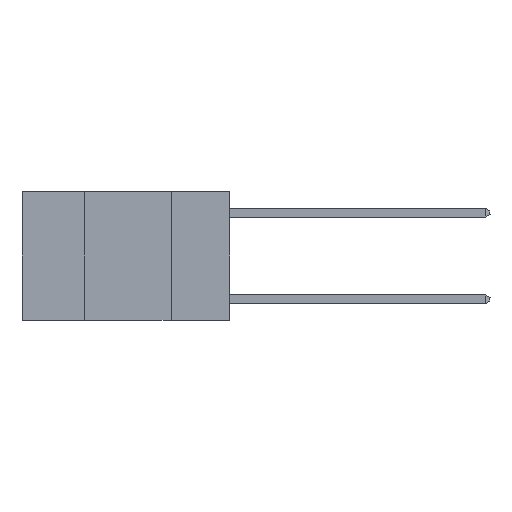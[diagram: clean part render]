
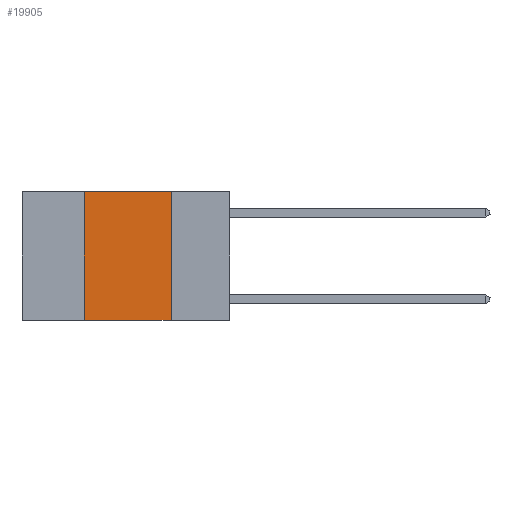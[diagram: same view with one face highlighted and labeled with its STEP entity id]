
A CAD part, left-side view. The second image highlights one B-rep face of the part: STEP entity #19905.
In plain terms, the highlighted planar face has unit normal (-1, 0, 0).
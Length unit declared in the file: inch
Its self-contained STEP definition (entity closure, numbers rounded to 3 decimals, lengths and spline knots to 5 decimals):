
#390 = DIRECTION ( 'NONE',  ( 0., 0., 1. ) ) ;
#518 = CARTESIAN_POINT ( 'NONE',  ( 0., 0.6, 0. ) ) ;
#620 = CARTESIAN_POINT ( 'NONE',  ( 0., 0.6, 0. ) ) ;
#1619 = LINE ( 'NONE', #16018, #10959 ) ;
#1622 = ORIENTED_EDGE ( 'NONE', *, *, #11256, .T. ) ;
#2150 = LINE ( 'NONE', #9397, #19006 ) ;
#2602 = CARTESIAN_POINT ( 'NONE',  ( 0., 0.42, -0.37 ) ) ;
#2878 = VERTEX_POINT ( 'NONE', #12480 ) ;
#3533 = CARTESIAN_POINT ( 'NONE',  ( 0., 0.17, 0. ) ) ;
#5812 = AXIS2_PLACEMENT_3D ( 'NONE', #620, #13276, #20480 ) ;
#8316 = LINE ( 'NONE', #518, #8599 ) ;
#8599 = VECTOR ( 'NONE', #18912, 39.37008 ) ;
#9397 = CARTESIAN_POINT ( 'NONE',  ( 0., 0.42, 0. ) ) ;
#9538 = LINE ( 'NONE', #17051, #19149 ) ;
#9640 = FACE_OUTER_BOUND ( 'NONE', #14336, .T. ) ;
#10396 = ORIENTED_EDGE ( 'NONE', *, *, #10630, .F. ) ;
#10630 = EDGE_CURVE ( 'NONE', #20206, #15136, #8316, .T. ) ;
#10959 = VECTOR ( 'NONE', #12267, 39.37008 ) ;
#11190 = DIRECTION ( 'NONE',  ( 0., -1., 0. ) ) ;
#11256 = EDGE_CURVE ( 'NONE', #20508, #2878, #9538, .T. ) ;
#11890 = ORIENTED_EDGE ( 'NONE', *, *, #13782, .F. ) ;
#12267 = DIRECTION ( 'NONE',  ( 0., 0., -1. ) ) ;
#12480 = CARTESIAN_POINT ( 'NONE',  ( 0., 0.17, -0.37 ) ) ;
#13276 = DIRECTION ( 'NONE',  ( 1., 0., 0. ) ) ;
#13782 = EDGE_CURVE ( 'NONE', #15136, #2878, #1619, .T. ) ;
#14336 = EDGE_LOOP ( 'NONE', ( #11890, #10396, #17091, #1622 ) ) ;
#15136 = VERTEX_POINT ( 'NONE', #3533 ) ;
#16018 = CARTESIAN_POINT ( 'NONE',  ( 0., 0.17, 0. ) ) ;
#16795 = PLANE ( 'NONE',  #5812 ) ;
#17051 = CARTESIAN_POINT ( 'NONE',  ( 0., 0.6, -0.37 ) ) ;
#17091 = ORIENTED_EDGE ( 'NONE', *, *, #19874, .F. ) ;
#18912 = DIRECTION ( 'NONE',  ( 0., -1., 0. ) ) ;
#19006 = VECTOR ( 'NONE', #390, 39.37008 ) ;
#19149 = VECTOR ( 'NONE', #11190, 39.37008 ) ;
#19874 = EDGE_CURVE ( 'NONE', #20508, #20206, #2150, .T. ) ;
#19905 = ADVANCED_FACE ( 'NONE', ( #9640 ), #16795, .F. ) ;
#20206 = VERTEX_POINT ( 'NONE', #21497 ) ;
#20480 = DIRECTION ( 'NONE',  ( 0., 0., -1. ) ) ;
#20508 = VERTEX_POINT ( 'NONE', #2602 ) ;
#21497 = CARTESIAN_POINT ( 'NONE',  ( 0., 0.42, 0. ) ) ;
